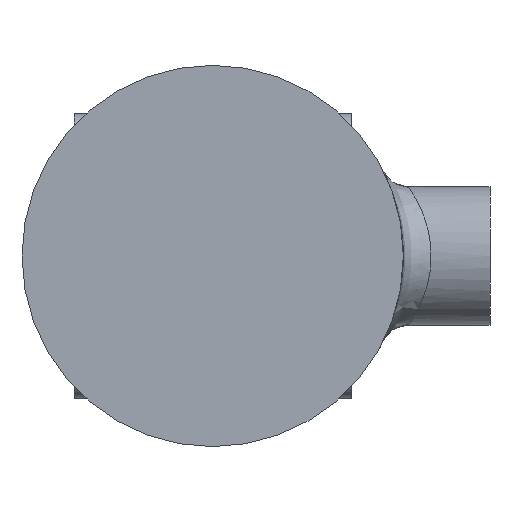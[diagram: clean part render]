
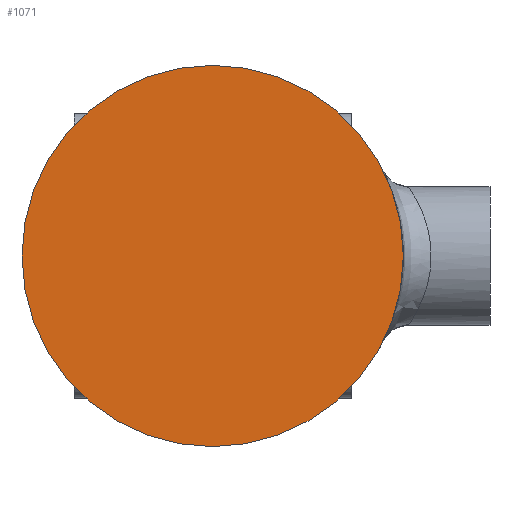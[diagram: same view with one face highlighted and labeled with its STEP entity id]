
A CAD part, front view. The second image highlights one B-rep face of the part: STEP entity #1071.
In plain terms, the highlighted planar face has unit normal (0, -1, 0).
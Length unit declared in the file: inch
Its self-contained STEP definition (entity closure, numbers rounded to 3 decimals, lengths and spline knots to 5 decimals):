
#12 = ORIENTED_EDGE ( 'NONE', *, *, #1694, .F. ) ;
#63 = DIRECTION ( 'NONE',  ( 0., 0., 1. ) ) ;
#488 = CARTESIAN_POINT ( 'NONE',  ( 0., 0., 0. ) ) ;
#560 = CARTESIAN_POINT ( 'NONE',  ( 0., 0., 0.6875 ) ) ;
#567 = AXIS2_PLACEMENT_3D ( 'NONE', #1012, #824, #854 ) ;
#660 = PLANE ( 'NONE',  #1609 ) ;
#672 = CARTESIAN_POINT ( 'NONE',  ( 0., 0., -0.6875 ) ) ;
#702 = EDGE_CURVE ( 'NONE', #731, #747, #1089, .T. ) ;
#731 = VERTEX_POINT ( 'NONE', #672 ) ;
#747 = VERTEX_POINT ( 'NONE', #560 ) ;
#785 = EDGE_LOOP ( 'NONE', ( #1113, #12 ) ) ;
#824 = DIRECTION ( 'NONE',  ( 0., 1., 0. ) ) ;
#854 = DIRECTION ( 'NONE',  ( 0., 0., 1. ) ) ;
#949 = DIRECTION ( 'NONE',  ( 0., 1., 0. ) ) ;
#1012 = CARTESIAN_POINT ( 'NONE',  ( 0., 0., 0. ) ) ;
#1071 = ADVANCED_FACE ( 'NONE', ( #1750 ), #660, .F. ) ;
#1089 = CIRCLE ( 'NONE', #567, 0.6875 ) ;
#1113 = ORIENTED_EDGE ( 'NONE', *, *, #702, .F. ) ;
#1213 = CIRCLE ( 'NONE', #1478, 0.6875 ) ;
#1478 = AXIS2_PLACEMENT_3D ( 'NONE', #488, #949, #63 ) ;
#1609 = AXIS2_PLACEMENT_3D ( 'NONE', #1721, #1880, #1733 ) ;
#1694 = EDGE_CURVE ( 'NONE', #747, #731, #1213, .T. ) ;
#1721 = CARTESIAN_POINT ( 'NONE',  ( 0., 0., 0. ) ) ;
#1733 = DIRECTION ( 'NONE',  ( 0., 0., 1. ) ) ;
#1750 = FACE_OUTER_BOUND ( 'NONE', #785, .T. ) ;
#1880 = DIRECTION ( 'NONE',  ( 0., 1., 0. ) ) ;
